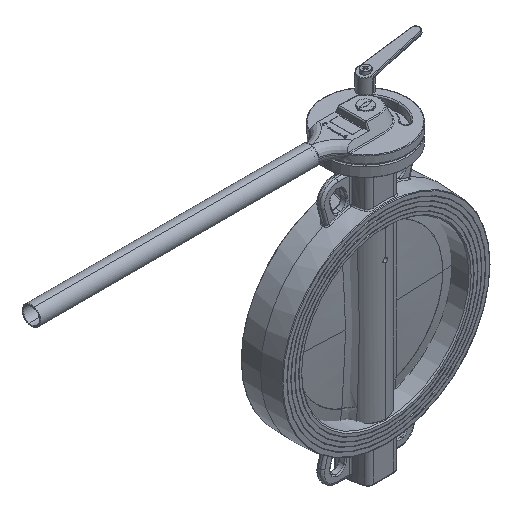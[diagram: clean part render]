
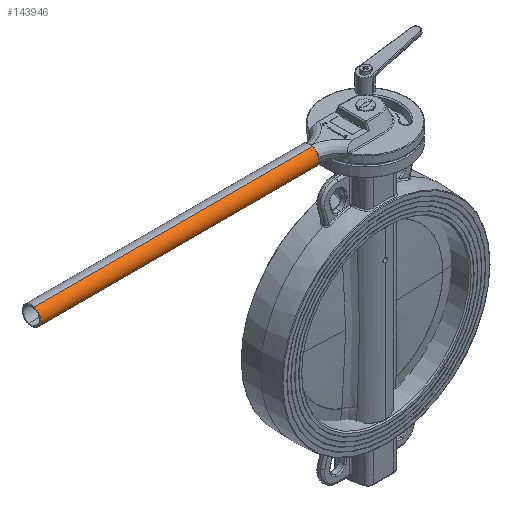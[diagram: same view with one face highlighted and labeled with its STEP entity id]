
A CAD part, isometric view. The second image highlights one B-rep face of the part: STEP entity #143946.
In plain terms, the highlighted cylindrical face has radius 16.85 mm (diameter 33.7 mm), a partial arc.
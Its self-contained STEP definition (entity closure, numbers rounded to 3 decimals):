
#143537=CARTESIAN_POINT('',(-100.5,5.057,278.177));
#143538=VERTEX_POINT('',#143537);
#143546=CARTESIAN_POINT('',(-100.5,-5.057,310.323));
#143547=VERTEX_POINT('',#143546);
#143623=CARTESIAN_POINT('',(-599.5,5.057,278.177));
#143624=VERTEX_POINT('',#143623);
#143643=CARTESIAN_POINT('',(-599.5,-5.057,310.323));
#143644=VERTEX_POINT('',#143643);
#143689=CARTESIAN_POINT('',(-100.5,5.057,278.177));
#143690=DIRECTION('',(-1.,0.,0.));
#143691=VECTOR('',#143690,499.);
#143692=LINE('',#143689,#143691);
#143693=EDGE_CURVE('',#143538,#143624,#143692,.T.);
#143696=CARTESIAN_POINT('',(-100.5,-5.057,310.323));
#143697=DIRECTION('',(-1.,0.,0.));
#143698=VECTOR('',#143697,499.);
#143699=LINE('',#143696,#143698);
#143700=EDGE_CURVE('',#143547,#143644,#143699,.T.);
#143877=CARTESIAN_POINT('',(-100.5,-0.,294.25));
#143878=DIRECTION('',(-1.,0.,0.));
#143879=DIRECTION('',(0.,0.3,-0.954));
#143880=AXIS2_PLACEMENT_3D('',#143877,#143878,#143879);
#143881=CIRCLE('',#143880,16.85);
#143882=EDGE_CURVE('',#143538,#143547,#143881,.T.);
#143911=CARTESIAN_POINT('',(-599.5,0.,294.25));
#143912=DIRECTION('',(1.,-0.,-0.));
#143913=DIRECTION('',(0.,0.3,-0.954));
#143914=AXIS2_PLACEMENT_3D('',#143911,#143912,#143913);
#143915=CIRCLE('',#143914,16.85);
#143916=EDGE_CURVE('',#143644,#143624,#143915,.T.);
#143935=CARTESIAN_POINT('',(-600.,0.,294.25));
#143936=DIRECTION('',(1.,-0.,-0.));
#143937=DIRECTION('',(0.,0.3,-0.954));
#143938=AXIS2_PLACEMENT_3D('',#143935,#143936,#143937);
#143939=CYLINDRICAL_SURFACE('',#143938,16.85);
#143940=ORIENTED_EDGE('',*,*,#143693,.F.);
#143941=ORIENTED_EDGE('',*,*,#143882,.T.);
#143942=ORIENTED_EDGE('',*,*,#143700,.T.);
#143943=ORIENTED_EDGE('',*,*,#143916,.T.);
#143944=EDGE_LOOP('',(#143940,#143941,#143942,#143943));
#143945=FACE_BOUND('',#143944,.T.);
#143946=ADVANCED_FACE('',(#143945),#143939,.T.);
